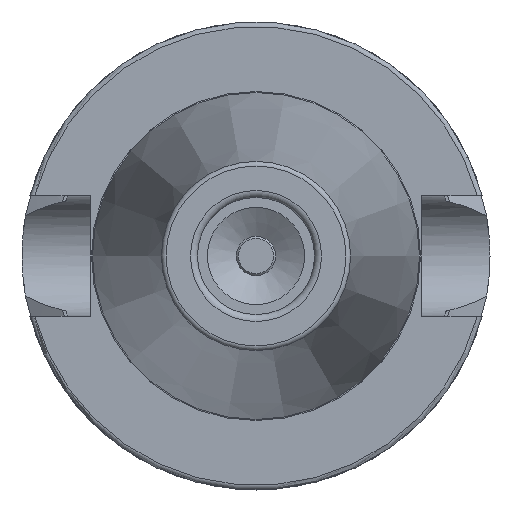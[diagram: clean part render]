
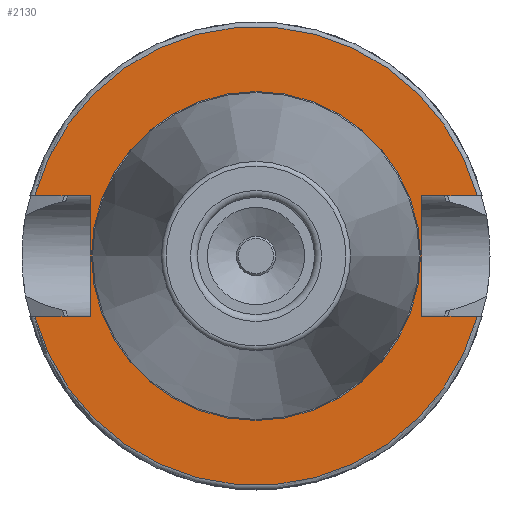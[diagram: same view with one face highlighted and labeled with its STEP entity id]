
A CAD part, left-side view. The second image highlights one B-rep face of the part: STEP entity #2130.
In plain terms, the highlighted planar face has unit normal (-1, 0, 0).
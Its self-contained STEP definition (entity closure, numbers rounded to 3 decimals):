
#526=FACE_BOUND('',#811,.T.);
#571=CIRCLE('',#2405,49.);
#583=CIRCLE('',#2427,35.15);
#584=CIRCLE('',#2429,49.);
#700=FACE_OUTER_BOUND('',#810,.T.);
#810=EDGE_LOOP('',(#1760,#1761,#1762,#1763,#1764,#1765,#1766,#1767));
#811=EDGE_LOOP('',(#1768));
#916=LINE('',#3474,#1036);
#920=LINE('',#3482,#1040);
#923=LINE('',#3502,#1043);
#934=LINE('',#3602,#1054);
#937=LINE('',#3623,#1057);
#939=LINE('',#3626,#1059);
#1036=VECTOR('',#2746,10.);
#1040=VECTOR('',#2752,10.);
#1043=VECTOR('',#2757,10.);
#1054=VECTOR('',#2812,10.);
#1057=VECTOR('',#2817,10.);
#1059=VECTOR('',#2821,10.);
#1171=VERTEX_POINT('',#3462);
#1172=VERTEX_POINT('',#3473);
#1174=VERTEX_POINT('',#3479);
#1175=VERTEX_POINT('',#3481);
#1190=VERTEX_POINT('',#3562);
#1197=VERTEX_POINT('',#3599);
#1198=VERTEX_POINT('',#3601);
#1202=VERTEX_POINT('',#3622);
#1210=VERTEX_POINT('',#3652);
#1352=EDGE_CURVE('',#1172,#1171,#916,.T.);
#1356=EDGE_CURVE('',#1175,#1174,#920,.T.);
#1361=EDGE_CURVE('',#1174,#1172,#923,.T.);
#1381=EDGE_CURVE('',#1175,#1190,#571,.T.);
#1391=EDGE_CURVE('',#1198,#1197,#934,.T.);
#1396=EDGE_CURVE('',#1202,#1190,#937,.T.);
#1398=EDGE_CURVE('',#1197,#1202,#939,.T.);
#1412=EDGE_CURVE('',#1210,#1210,#583,.T.);
#1413=EDGE_CURVE('',#1198,#1171,#584,.T.);
#1760=ORIENTED_EDGE('',*,*,#1352,.T.);
#1761=ORIENTED_EDGE('',*,*,#1413,.F.);
#1762=ORIENTED_EDGE('',*,*,#1391,.T.);
#1763=ORIENTED_EDGE('',*,*,#1398,.T.);
#1764=ORIENTED_EDGE('',*,*,#1396,.T.);
#1765=ORIENTED_EDGE('',*,*,#1381,.F.);
#1766=ORIENTED_EDGE('',*,*,#1356,.T.);
#1767=ORIENTED_EDGE('',*,*,#1361,.T.);
#1768=ORIENTED_EDGE('',*,*,#1412,.T.);
#2051=PLANE('',#2428);
#2130=ADVANCED_FACE('',(#700,#526),#2051,.T.);
#2405=AXIS2_PLACEMENT_3D('',#3563,#2799,#2800);
#2427=AXIS2_PLACEMENT_3D('',#3654,#2857,#2858);
#2428=AXIS2_PLACEMENT_3D('',#3655,#2859,#2860);
#2429=AXIS2_PLACEMENT_3D('',#3656,#2861,#2862);
#2746=DIRECTION('',(0.,-1.,0.));
#2752=DIRECTION('',(0.,1.,0.));
#2757=DIRECTION('',(0.,0.,1.));
#2799=DIRECTION('center_axis',(1.,0.,0.));
#2800=DIRECTION('ref_axis',(0.,0.,-1.));
#2812=DIRECTION('',(0.,-1.,0.));
#2817=DIRECTION('',(0.,1.,0.));
#2821=DIRECTION('',(0.,0.,-1.));
#2857=DIRECTION('center_axis',(1.,0.,0.));
#2858=DIRECTION('ref_axis',(0.,0.,-1.));
#2859=DIRECTION('center_axis',(-1.,0.,0.));
#2860=DIRECTION('ref_axis',(0.,0.,1.));
#2861=DIRECTION('center_axis',(1.,0.,0.));
#2862=DIRECTION('ref_axis',(0.,0.,-1.));
#3462=CARTESIAN_POINT('',(3.,-47.285,12.85));
#3473=CARTESIAN_POINT('',(3.,-35.4,12.85));
#3474=CARTESIAN_POINT('',(3.,6.8,12.85));
#3479=CARTESIAN_POINT('',(3.,-35.4,-12.85));
#3481=CARTESIAN_POINT('',(3.,-47.285,-12.85));
#3482=CARTESIAN_POINT('',(3.,6.8,-12.85));
#3502=CARTESIAN_POINT('',(3.,-35.4,0.));
#3562=CARTESIAN_POINT('',(3.,47.285,-12.85));
#3563=CARTESIAN_POINT('Origin',(3.,0.,0.));
#3599=CARTESIAN_POINT('',(3.,35.4,12.85));
#3601=CARTESIAN_POINT('',(3.,47.285,12.85));
#3602=CARTESIAN_POINT('',(3.,42.2,12.85));
#3622=CARTESIAN_POINT('',(3.,35.4,-12.85));
#3623=CARTESIAN_POINT('',(3.,42.2,-12.85));
#3626=CARTESIAN_POINT('',(3.,35.4,0.));
#3652=CARTESIAN_POINT('',(3.,0.,35.15));
#3654=CARTESIAN_POINT('Origin',(3.,0.,0.));
#3655=CARTESIAN_POINT('Origin',(3.,49.,0.));
#3656=CARTESIAN_POINT('Origin',(3.,0.,0.));
